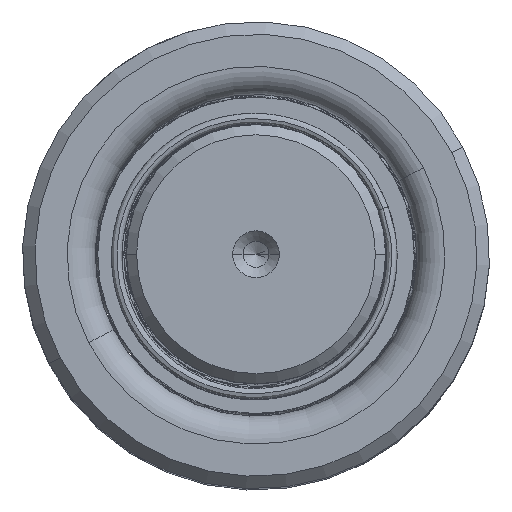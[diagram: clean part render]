
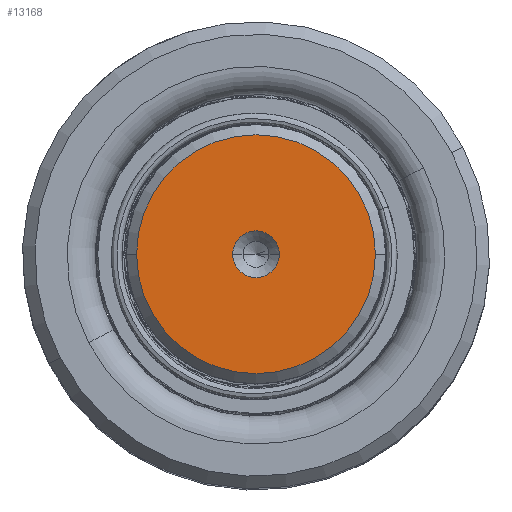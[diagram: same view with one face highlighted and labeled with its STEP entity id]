
A CAD part, top view. The second image highlights one B-rep face of the part: STEP entity #13168.
In plain terms, the highlighted planar face has unit normal (0, 0, 1).
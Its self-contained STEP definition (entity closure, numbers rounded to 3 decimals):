
#283 = DIRECTION ( 'NONE',  ( 0., 0., 1. ) ) ;
#463 = CARTESIAN_POINT ( 'NONE',  ( 0., 0., 140. ) ) ;
#528 = VERTEX_POINT ( 'NONE', #33074 ) ;
#1510 = CARTESIAN_POINT ( 'NONE',  ( 0., 0., 140. ) ) ;
#1658 = CARTESIAN_POINT ( 'NONE',  ( 0., 0., 140. ) ) ;
#3544 = EDGE_CURVE ( 'NONE', #35296, #528, #34914, .T. ) ;
#6025 = VERTEX_POINT ( 'NONE', #17626 ) ;
#9140 = DIRECTION ( 'NONE',  ( 0., 0., 1. ) ) ;
#9944 = AXIS2_PLACEMENT_3D ( 'NONE', #47610, #9140, #48161 ) ;
#10528 = DIRECTION ( 'NONE',  ( 1., 0., 0. ) ) ;
#12879 = EDGE_CURVE ( 'NONE', #528, #35296, #38683, .T. ) ;
#13168 = ADVANCED_FACE ( 'NONE', ( #41435, #25831 ), #46690, .T. ) ;
#14706 = DIRECTION ( 'NONE',  ( 0., 0., 1. ) ) ;
#17626 = CARTESIAN_POINT ( 'NONE',  ( -2.25, 0., 140. ) ) ;
#22626 = AXIS2_PLACEMENT_3D ( 'NONE', #1658, #14706, #10528 ) ;
#22670 = DIRECTION ( 'NONE',  ( 1., 0., 0. ) ) ;
#22703 = ORIENTED_EDGE ( 'NONE', *, *, #12879, .T. ) ;
#22757 = DIRECTION ( 'NONE',  ( 0., 0., 1. ) ) ;
#25831 = FACE_OUTER_BOUND ( 'NONE', #45919, .T. ) ;
#26150 = ORIENTED_EDGE ( 'NONE', *, *, #36468, .F. ) ;
#28100 = CIRCLE ( 'NONE', #48639, 2.25 ) ;
#29525 = VERTEX_POINT ( 'NONE', #40625 ) ;
#30518 = DIRECTION ( 'NONE',  ( 1., 0., 0. ) ) ;
#33074 = CARTESIAN_POINT ( 'NONE',  ( -11.509, 0., 140. ) ) ;
#33748 = EDGE_LOOP ( 'NONE', ( #53873, #26150 ) ) ;
#33777 = ORIENTED_EDGE ( 'NONE', *, *, #3544, .T. ) ;
#34914 = CIRCLE ( 'NONE', #54103, 11.509 ) ;
#35137 = EDGE_CURVE ( 'NONE', #29525, #6025, #28100, .T. ) ;
#35296 = VERTEX_POINT ( 'NONE', #45009 ) ;
#35351 = AXIS2_PLACEMENT_3D ( 'NONE', #48722, #22757, #35828 ) ;
#35828 = DIRECTION ( 'NONE',  ( 1., 0., 0. ) ) ;
#36105 = DIRECTION ( 'NONE',  ( 0., 0., 1. ) ) ;
#36328 = CIRCLE ( 'NONE', #35351, 2.25 ) ;
#36468 = EDGE_CURVE ( 'NONE', #6025, #29525, #36328, .T. ) ;
#38683 = CIRCLE ( 'NONE', #22626, 11.509 ) ;
#40625 = CARTESIAN_POINT ( 'NONE',  ( 2.25, 0., 140. ) ) ;
#41435 = FACE_BOUND ( 'NONE', #33748, .T. ) ;
#45009 = CARTESIAN_POINT ( 'NONE',  ( 11.509, 0., 140. ) ) ;
#45919 = EDGE_LOOP ( 'NONE', ( #22703, #33777 ) ) ;
#46690 = PLANE ( 'NONE',  #9944 ) ;
#47610 = CARTESIAN_POINT ( 'NONE',  ( 0., 0., 140. ) ) ;
#48161 = DIRECTION ( 'NONE',  ( 1., 0., 0. ) ) ;
#48639 = AXIS2_PLACEMENT_3D ( 'NONE', #1510, #36105, #22670 ) ;
#48722 = CARTESIAN_POINT ( 'NONE',  ( 0., 0., 140. ) ) ;
#53873 = ORIENTED_EDGE ( 'NONE', *, *, #35137, .F. ) ;
#54103 = AXIS2_PLACEMENT_3D ( 'NONE', #463, #283, #30518 ) ;
